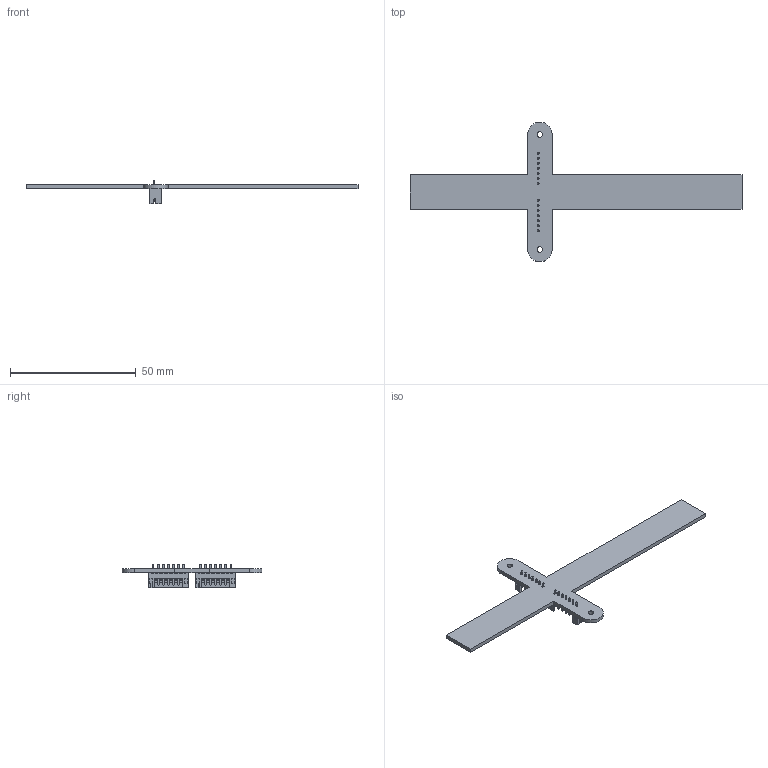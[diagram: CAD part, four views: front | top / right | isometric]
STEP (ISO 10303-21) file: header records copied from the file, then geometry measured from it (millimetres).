
FILE_DESCRIPTION(('KiCad electronic assembly'),'2;1');
FILE_NAME('WH148.step','2024-07-29T03:54:05',('Pcbnew'),('Kicad'), 'Open CASCADE STEP processor 7.8','KiCad to STEP converter','Unknown' );
FILE_SCHEMA(('AUTOMOTIVE_DESIGN { 1 0 10303 214 1 1 1 1 }'));
Length unit declared in the file: millimetre
Products named in the file (4): WH148 1; JST_PH_B7B-PH-K_1x07_P2.00mm_Vertical; JST_B7B_PH_K; _autosave-WH148_PCB
Assembly tree (4 placements, depth 3):
  WH148 1
    JST_PH_B7B-PH-K_1x07_P2.00mm_Vertical  x2
      JST_B7B_PH_K
    _autosave-WH148_PCB
Bounding box: 132.09 x 55.5 x 9.4 mm (x, y, z)
Volume: 3885.7 mm3; surface area: 6154.8 mm2
Topology: 3 solids, 3 shells, 496 faces, 1296 edges, 832 vertices
Faces by surface type: plane 474, cylinder 22
Full cylindrical faces by diameter (mm): 0.75 x14, 2.2 x2
Entity records: 9685 total; most frequent: CARTESIAN_POINT 1402, ORIENTED_EDGE 1380, DIRECTION 1266, EDGE_CURVE 690, LINE 650, VECTOR 650, VERTEX_POINT 444, FACE_BOUND 312
